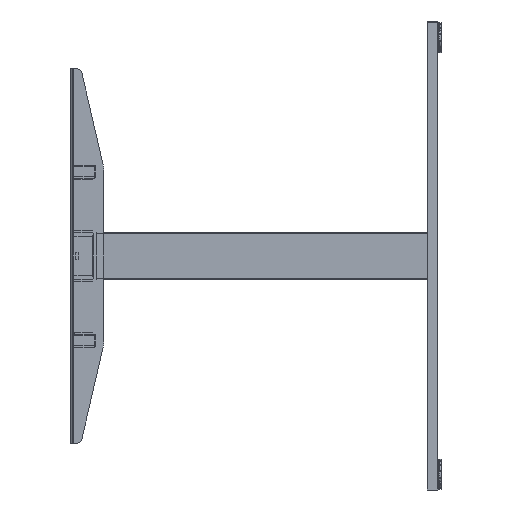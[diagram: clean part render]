
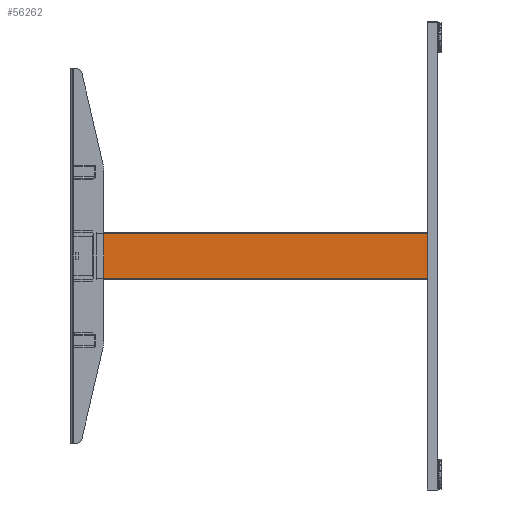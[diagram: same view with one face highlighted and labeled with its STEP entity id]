
A CAD part, left-side view. The second image highlights one B-rep face of the part: STEP entity #56262.
In plain terms, the highlighted planar face has unit normal (-1, 0, 0).
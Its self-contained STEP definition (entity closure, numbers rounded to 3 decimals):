
#11813 = EDGE_CURVE ( 'NONE', #16170, #65109, #68821, .T. ) ;
#12449 = VECTOR ( 'NONE', #84627, 1000. ) ;
#13081 = EDGE_CURVE ( 'NONE', #33987, #16170, #15849, .T. ) ;
#14926 = DIRECTION ( 'NONE',  ( 0., 1., 0. ) ) ;
#15849 = LINE ( 'NONE', #99006, #25624 ) ;
#16170 = VERTEX_POINT ( 'NONE', #39801 ) ;
#16441 = ORIENTED_EDGE ( 'NONE', *, *, #26953, .F. ) ;
#18303 = CARTESIAN_POINT ( 'NONE',  ( -1241., 27., -42.5 ) ) ;
#18361 = ORIENTED_EDGE ( 'NONE', *, *, #27996, .F. ) ;
#24708 = CARTESIAN_POINT ( 'NONE',  ( -1241., 27., -42.5 ) ) ;
#25624 = VECTOR ( 'NONE', #98662, 1000. ) ;
#26564 = CARTESIAN_POINT ( 'NONE',  ( -1241., 27., 42.5 ) ) ;
#26953 = EDGE_CURVE ( 'NONE', #79091, #65109, #85722, .T. ) ;
#27996 = EDGE_CURVE ( 'NONE', #33987, #79091, #70970, .T. ) ;
#30233 = ORIENTED_EDGE ( 'NONE', *, *, #11813, .T. ) ;
#30284 = CARTESIAN_POINT ( 'NONE',  ( -1241., 664., -42.5 ) ) ;
#33987 = VERTEX_POINT ( 'NONE', #26564 ) ;
#35376 = AXIS2_PLACEMENT_3D ( 'NONE', #18303, #54910, #46687 ) ;
#38178 = FACE_OUTER_BOUND ( 'NONE', #86045, .T. ) ;
#38858 = CARTESIAN_POINT ( 'NONE',  ( -1241., 27., -42.5 ) ) ;
#39801 = CARTESIAN_POINT ( 'NONE',  ( -1241., 664., 42.5 ) ) ;
#46415 = VECTOR ( 'NONE', #14926, 1000. ) ;
#46687 = DIRECTION ( 'NONE',  ( 0., 0., -1. ) ) ;
#52833 = CARTESIAN_POINT ( 'NONE',  ( -1241., 27., -42.5 ) ) ;
#54910 = DIRECTION ( 'NONE',  ( 1., 0., 0. ) ) ;
#56262 = ADVANCED_FACE ( 'NONE', ( #38178 ), #88537, .F. ) ;
#58641 = ORIENTED_EDGE ( 'NONE', *, *, #13081, .T. ) ;
#65109 = VERTEX_POINT ( 'NONE', #30284 ) ;
#68821 = LINE ( 'NONE', #76762, #12449 ) ;
#70970 = LINE ( 'NONE', #52833, #78354 ) ;
#76762 = CARTESIAN_POINT ( 'NONE',  ( -1241., 664., -42.5 ) ) ;
#78354 = VECTOR ( 'NONE', #84075, 1000. ) ;
#79091 = VERTEX_POINT ( 'NONE', #24708 ) ;
#84075 = DIRECTION ( 'NONE',  ( 0., 0., -1. ) ) ;
#84627 = DIRECTION ( 'NONE',  ( 0., 0., -1. ) ) ;
#85722 = LINE ( 'NONE', #38858, #46415 ) ;
#86045 = EDGE_LOOP ( 'NONE', ( #30233, #16441, #18361, #58641 ) ) ;
#88537 = PLANE ( 'NONE',  #35376 ) ;
#98662 = DIRECTION ( 'NONE',  ( 0., 1., 0. ) ) ;
#99006 = CARTESIAN_POINT ( 'NONE',  ( -1241., 27., 42.5 ) ) ;
